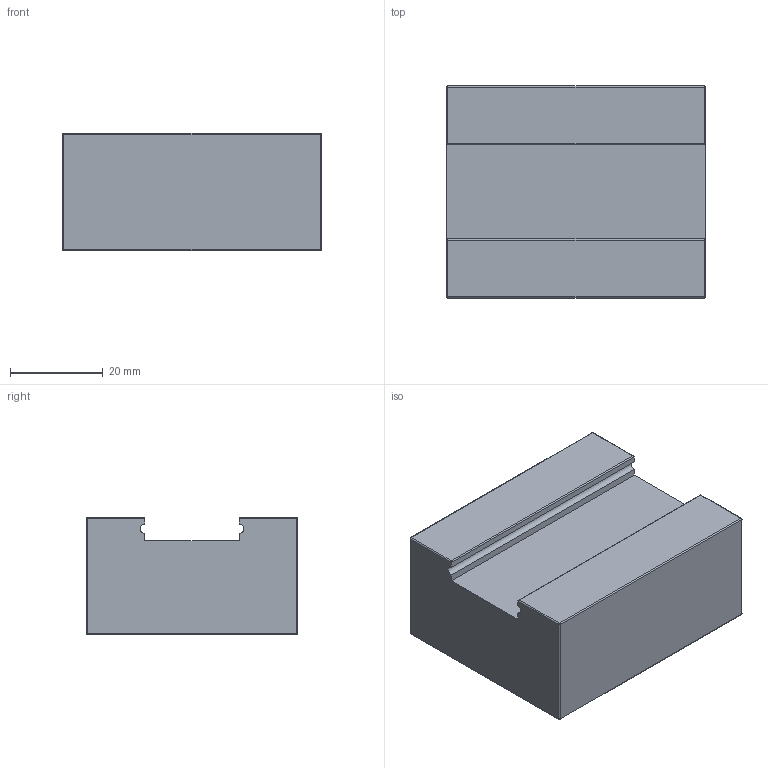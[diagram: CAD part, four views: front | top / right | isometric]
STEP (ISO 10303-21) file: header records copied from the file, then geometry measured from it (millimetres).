
FILE_DESCRIPTION (( 'STEP AP203' ), '1' );
FILE_NAME ('Base_Default_sldprt.STEP', '2021-12-10T18:16:28', ( 'China' ), ( 'Home' ), 'SwSTEP 2.0', 'SolidWorks 2020', '' );
FILE_SCHEMA (( 'CONFIG_CONTROL_DESIGN' ));
Length unit declared in the file: inch
Products named in the file (1): Base_Default_sldprt
Bounding box: 55.88 x 45.72 x 25.4 mm (x, y, z)
Volume: 53134 mm3; surface area: 11264.1 mm2
Topology: 1 solids, 1 shells, 43 faces, 98 edges, 50 vertices
Faces by surface type: cylinder 20, plane 13, sphere 8, cone 2
Entity records: 1197 total; most frequent: DIRECTION 208, CARTESIAN_POINT 196, ORIENTED_EDGE 180, EDGE_CURVE 90, AXIS2_PLACEMENT_3D 78, VECTOR 52, LINE 52, VERTEX_POINT 50
